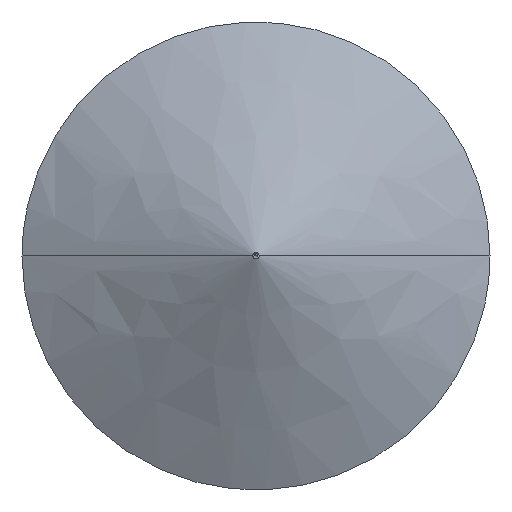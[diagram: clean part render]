
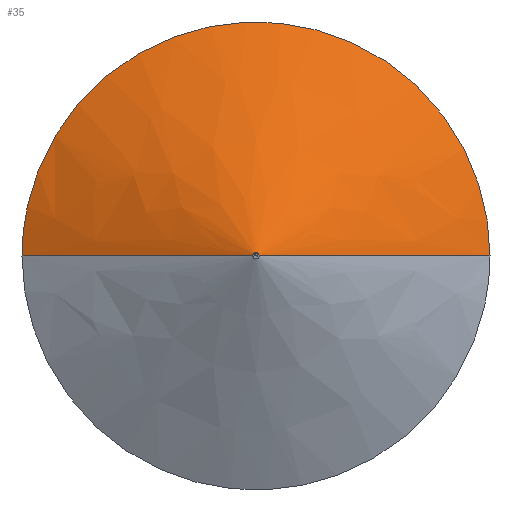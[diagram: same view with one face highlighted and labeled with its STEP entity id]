
A CAD part, top view. The second image highlights one B-rep face of the part: STEP entity #35.
In plain terms, the highlighted free-form (B-spline) face has degree [2, 1] with [5, 2] control points.
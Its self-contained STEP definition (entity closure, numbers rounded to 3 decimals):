
#35=ADVANCED_FACE('',(#47),#169,.T.);
#47=FACE_OUTER_BOUND('',#59,.T.);
#59=EDGE_LOOP('',(#75,#76,#77,#78));
#75=ORIENTED_EDGE('',*,*,#115,.T.);
#76=ORIENTED_EDGE('',*,*,#116,.T.);
#77=ORIENTED_EDGE('',*,*,#114,.F.);
#78=ORIENTED_EDGE('',*,*,#112,.F.);
#112=EDGE_CURVE('',#156,#157,#132,.T.);
#114=EDGE_CURVE('',#157,#155,#149,.T.);
#115=EDGE_CURVE('',#156,#158,#150,.T.);
#116=EDGE_CURVE('',#158,#155,#134,.T.);
#132=(
BOUNDED_CURVE()
B_SPLINE_CURVE(2,(#353,#354,#355,#356,#357),.UNSPECIFIED.,.F.,.F.)
B_SPLINE_CURVE_WITH_KNOTS((3,2,3),(0.,6.283,12.566),
 .UNSPECIFIED.)
CURVE()
GEOMETRIC_REPRESENTATION_ITEM()
RATIONAL_B_SPLINE_CURVE((1.,0.707,1.,0.707,1.))
REPRESENTATION_ITEM('')
);
#134=(
BOUNDED_CURVE()
B_SPLINE_CURVE(2,(#367,#368,#369,#370,#371),.UNSPECIFIED.,.F.,.F.)
B_SPLINE_CURVE_WITH_KNOTS((3,2,3),(-165.529,-82.765,
0.),.UNSPECIFIED.)
CURVE()
GEOMETRIC_REPRESENTATION_ITEM()
RATIONAL_B_SPLINE_CURVE((1.,0.707,1.,0.707,1.))
REPRESENTATION_ITEM('')
);
#149=B_SPLINE_CURVE_WITH_KNOTS('',1,(#363,#364),.UNSPECIFIED.,.F.,.F.,(2,
2),(19.697,1477.262),.UNSPECIFIED.);
#150=B_SPLINE_CURVE_WITH_KNOTS('',1,(#365,#366),.UNSPECIFIED.,.F.,.F.,(2,
2),(19.697,1477.262),.UNSPECIFIED.);
#155=VERTEX_POINT('',#344);
#156=VERTEX_POINT('',#345);
#157=VERTEX_POINT('',#346);
#158=VERTEX_POINT('',#347);
#169=(
BOUNDED_SURFACE()
B_SPLINE_SURFACE(2,1,((#324,#325),(#326,#327),(#328,#329),(#330,#331),(#332,
#333)),.UNSPECIFIED.,.F.,.F.,.F.)
B_SPLINE_SURFACE_WITH_KNOTS((3,2,3),(2,2),(0.,82.765,165.529),
(0.,1477.262),.UNSPECIFIED.)
GEOMETRIC_REPRESENTATION_ITEM()
RATIONAL_B_SPLINE_SURFACE(((1.,1.),(0.707,0.707),
(1.,1.),(0.707,0.707),(1.,1.)))
REPRESENTATION_ITEM('')
SURFACE()
);
#324=CARTESIAN_POINT('',(0.,0.,1788.671));
#325=CARTESIAN_POINT('',(-300.,0.,1648.671));
#326=CARTESIAN_POINT('',(0.,0.,1788.671));
#327=CARTESIAN_POINT('',(-300.,300.,1648.671));
#328=CARTESIAN_POINT('',(0.,0.,1788.671));
#329=CARTESIAN_POINT('',(0.,300.,1648.671));
#330=CARTESIAN_POINT('',(0.,0.,1788.671));
#331=CARTESIAN_POINT('',(300.,300.,1648.671));
#332=CARTESIAN_POINT('',(0.,0.,1788.671));
#333=CARTESIAN_POINT('',(300.,0.,1648.671));
#344=CARTESIAN_POINT('',(-300.,0.,1648.671));
#345=CARTESIAN_POINT('',(4.,0.,1786.804));
#346=CARTESIAN_POINT('',(-4.,0.,1786.804));
#347=CARTESIAN_POINT('',(300.,0.,1648.671));
#353=CARTESIAN_POINT('',(4.,0.,1786.804));
#354=CARTESIAN_POINT('',(4.,4.,1786.804));
#355=CARTESIAN_POINT('',(0.,4.,1786.804));
#356=CARTESIAN_POINT('',(-4.,4.,1786.804));
#357=CARTESIAN_POINT('',(-4.,0.,1786.804));
#363=CARTESIAN_POINT('',(-4.,0.,1786.804));
#364=CARTESIAN_POINT('',(-300.,0.,1648.671));
#365=CARTESIAN_POINT('',(4.,0.,1786.804));
#366=CARTESIAN_POINT('',(300.,0.,1648.671));
#367=CARTESIAN_POINT('',(300.,0.,1648.671));
#368=CARTESIAN_POINT('',(300.,300.,1648.671));
#369=CARTESIAN_POINT('',(0.,300.,1648.671));
#370=CARTESIAN_POINT('',(-300.,300.,1648.671));
#371=CARTESIAN_POINT('',(-300.,0.,1648.671));
